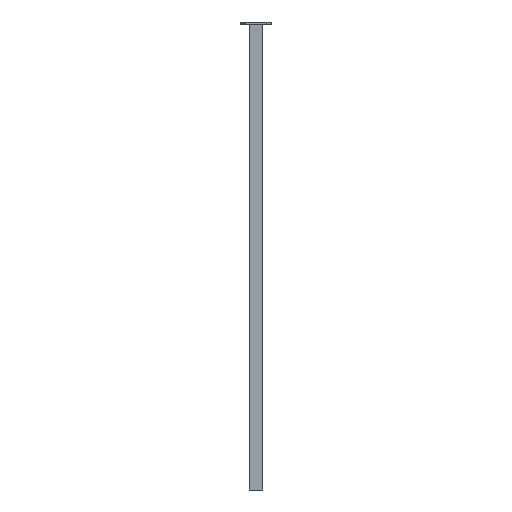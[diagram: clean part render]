
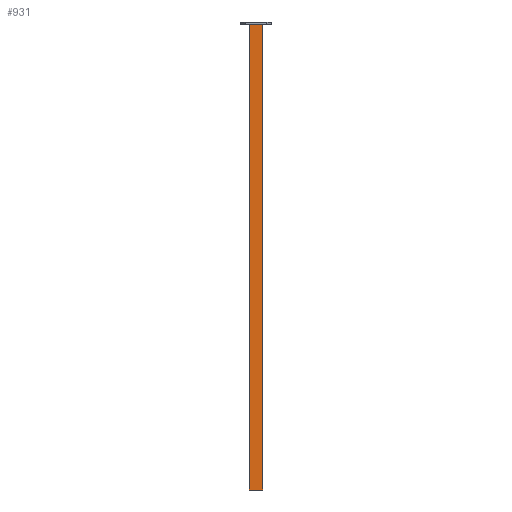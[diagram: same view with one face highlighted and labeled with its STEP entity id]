
A CAD part, front view. The second image highlights one B-rep face of the part: STEP entity #931.
In plain terms, the highlighted planar face has unit normal (0, -1, 0).
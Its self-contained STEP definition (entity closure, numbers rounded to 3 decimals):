
#212 = LINE ( 'NONE', #3966, #213 ) ;
#213 = VECTOR ( 'NONE', #3977, 1000. ) ;
#214 = LINE ( 'NONE', #3980, #217 ) ;
#217 = VECTOR ( 'NONE', #3981, 1000. ) ;
#402 = LINE ( 'NONE', #4231, #405 ) ;
#405 = VECTOR ( 'NONE', #4232, 1000. ) ;
#436 = LINE ( 'NONE', #4270, #439 ) ;
#439 = VECTOR ( 'NONE', #4272, 1000. ) ;
#855 = ORIENTED_EDGE ( 'NONE', *, *, #4780, .F. ) ;
#856 = ORIENTED_EDGE ( 'NONE', *, *, #4666, .T. ) ;
#860 = ORIENTED_EDGE ( 'NONE', *, *, #4668, .T. ) ;
#863 = ORIENTED_EDGE ( 'NONE', *, *, #4798, .F. ) ;
#931 = ADVANCED_FACE ( 'NONE', ( #2940 ), #1885, .F. ) ;
#1242 = CARTESIAN_POINT ( 'NONE',  ( 21., -40., 0. ) ) ;
#1306 = CARTESIAN_POINT ( 'NONE',  ( -21., -40., 0. ) ) ;
#1665 = CARTESIAN_POINT ( 'NONE',  ( -21., -40., 1496. ) ) ;
#1791 = CARTESIAN_POINT ( 'NONE',  ( 21., -40., 1496. ) ) ;
#1858 = CARTESIAN_POINT ( 'NONE',  ( 21., -40., 1496. ) ) ;
#1885 = PLANE ( 'NONE',  #4516 ) ;
#2053 = EDGE_LOOP ( 'NONE', ( #860, #863, #855, #856 ) ) ;
#2591 = VERTEX_POINT ( 'NONE', #1242 ) ;
#2740 = VERTEX_POINT ( 'NONE', #1791 ) ;
#2768 = VERTEX_POINT ( 'NONE', #1665 ) ;
#2783 = VERTEX_POINT ( 'NONE', #1306 ) ;
#2940 = FACE_OUTER_BOUND ( 'NONE', #2053, .T. ) ;
#3966 = CARTESIAN_POINT ( 'NONE',  ( -21., -40., 1496. ) ) ;
#3977 = DIRECTION ( 'NONE',  ( 0., 0., -1. ) ) ;
#3980 = CARTESIAN_POINT ( 'NONE',  ( 21., -40., 0. ) ) ;
#3981 = DIRECTION ( 'NONE',  ( 1., 0., 0. ) ) ;
#4231 = CARTESIAN_POINT ( 'NONE',  ( 21., -40., 1496. ) ) ;
#4232 = DIRECTION ( 'NONE',  ( 1., 0., 0. ) ) ;
#4270 = CARTESIAN_POINT ( 'NONE',  ( 21., -40., 1496. ) ) ;
#4272 = DIRECTION ( 'NONE',  ( 0., 0., -1. ) ) ;
#4516 = AXIS2_PLACEMENT_3D ( 'NONE', #1858, #6080, #6090 ) ;
#4666 = EDGE_CURVE ( 'NONE', #2768, #2783, #212, .T. ) ;
#4668 = EDGE_CURVE ( 'NONE', #2783, #2591, #214, .T. ) ;
#4780 = EDGE_CURVE ( 'NONE', #2768, #2740, #402, .T. ) ;
#4798 = EDGE_CURVE ( 'NONE', #2740, #2591, #436, .T. ) ;
#6080 = DIRECTION ( 'NONE',  ( 0., 1., 0. ) ) ;
#6090 = DIRECTION ( 'NONE',  ( -1., 0., 0. ) ) ;
